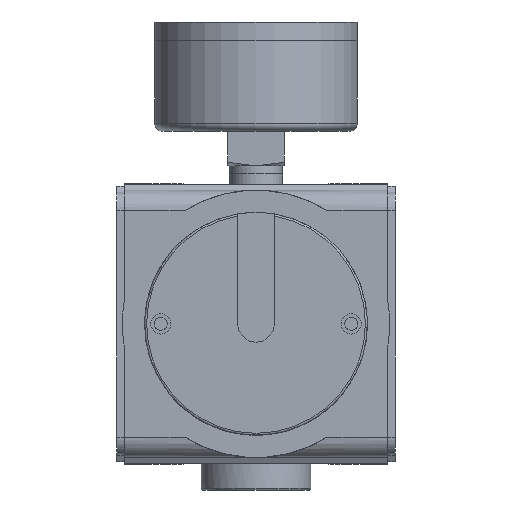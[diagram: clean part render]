
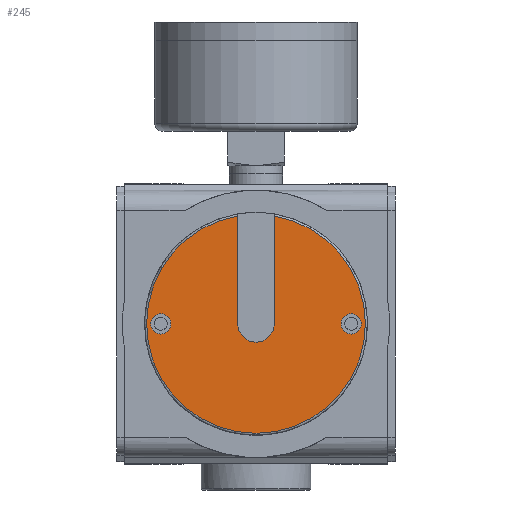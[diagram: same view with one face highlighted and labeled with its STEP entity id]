
A CAD part, front view. The second image highlights one B-rep face of the part: STEP entity #245.
In plain terms, the highlighted planar face has unit normal (0, -1, 0).
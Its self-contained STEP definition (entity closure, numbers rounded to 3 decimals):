
#245 = ADVANCED_FACE( '', ( #633, #634, #635 ), #636, .F. );
#633 = FACE_OUTER_BOUND( '', #1301, .T. );
#634 = FACE_BOUND( '', #1302, .T. );
#635 = FACE_BOUND( '', #1303, .T. );
#636 = PLANE( '', #1304 );
#1301 = EDGE_LOOP( '', ( #2350, #2351, #2352, #2353 ) );
#1302 = EDGE_LOOP( '', ( #2354 ) );
#1303 = EDGE_LOOP( '', ( #2355 ) );
#1304 = AXIS2_PLACEMENT_3D( '', #2356, #2357, #2358 );
#2350 = ORIENTED_EDGE( '', *, *, #4276, .F. );
#2351 = ORIENTED_EDGE( '', *, *, #4282, .F. );
#2352 = ORIENTED_EDGE( '', *, *, #4278, .F. );
#2353 = ORIENTED_EDGE( '', *, *, #4283, .T. );
#2354 = ORIENTED_EDGE( '', *, *, #4112, .F. );
#2355 = ORIENTED_EDGE( '', *, *, #4108, .F. );
#2356 = CARTESIAN_POINT( '', ( 27., -1.5, 0. ) );
#2357 = DIRECTION( '', ( 0., 1., 0. ) );
#2358 = DIRECTION( '', ( 0., 0., 1. ) );
#4108 = EDGE_CURVE( '', #4826, #4826, #4827, .F. );
#4112 = EDGE_CURVE( '', #4834, #4834, #4835, .F. );
#4276 = EDGE_CURVE( '', #5115, #5117, #5118, .T. );
#4278 = EDGE_CURVE( '', #5120, #5121, #5122, .T. );
#4282 = EDGE_CURVE( '', #5121, #5115, #5128, .F. );
#4283 = EDGE_CURVE( '', #5120, #5117, #5129, .T. );
#4826 = VERTEX_POINT( '', #6033 );
#4827 = CIRCLE( '', #6034, 2.5 );
#4834 = VERTEX_POINT( '', #6041 );
#4835 = CIRCLE( '', #6042, 2.5 );
#5115 = VERTEX_POINT( '', #6527 );
#5117 = VERTEX_POINT( '', #6530 );
#5118 = LINE( '', #6531, #6532 );
#5120 = VERTEX_POINT( '', #6539 );
#5121 = VERTEX_POINT( '', #6540 );
#5122 = LINE( '', #6541, #6542 );
#5128 = CIRCLE( '', #6555, 4.5 );
#5129 = CIRCLE( '', #6556, 27. );
#6033 = CARTESIAN_POINT( '', ( -23.5, -1.5, 2.5 ) );
#6034 = AXIS2_PLACEMENT_3D( '', #7875, #7876, #7877 );
#6041 = CARTESIAN_POINT( '', ( 23.5, -1.5, 2.5 ) );
#6042 = AXIS2_PLACEMENT_3D( '', #7887, #7888, #7889 );
#6527 = CARTESIAN_POINT( '', ( 4.5, -1.5, 0. ) );
#6530 = CARTESIAN_POINT( '', ( 4.5, -1.5, 26.622 ) );
#6531 = CARTESIAN_POINT( '', ( 4.5, -1.5, 0. ) );
#6532 = VECTOR( '', #8072, 1000. );
#6539 = CARTESIAN_POINT( '', ( -4.5, -1.5, 26.622 ) );
#6540 = CARTESIAN_POINT( '', ( -4.5, -1.5, 0. ) );
#6541 = CARTESIAN_POINT( '', ( -4.5, -1.5, 0. ) );
#6542 = VECTOR( '', #8073, 1000. );
#6555 = AXIS2_PLACEMENT_3D( '', #8076, #8077, #8078 );
#6556 = AXIS2_PLACEMENT_3D( '', #8079, #8080, #8081 );
#7875 = CARTESIAN_POINT( '', ( -23.5, -1.5, 0. ) );
#7876 = DIRECTION( '', ( 0., 1., 0. ) );
#7877 = DIRECTION( '', ( 0., 0., 1. ) );
#7887 = CARTESIAN_POINT( '', ( 23.5, -1.5, 0. ) );
#7888 = DIRECTION( '', ( 0., 1., 0. ) );
#7889 = DIRECTION( '', ( 0., 0., 1. ) );
#8072 = DIRECTION( '', ( 0., 0., 1. ) );
#8073 = DIRECTION( '', ( 0., 0., -1. ) );
#8076 = CARTESIAN_POINT( '', ( 0., -1.5, 0. ) );
#8077 = DIRECTION( '', ( 0., 1., 0. ) );
#8078 = DIRECTION( '', ( 0., 0., 1. ) );
#8079 = CARTESIAN_POINT( '', ( 0., -1.5, 0. ) );
#8080 = DIRECTION( '', ( 0., -1., 0. ) );
#8081 = DIRECTION( '', ( 0., 0., -1. ) );
